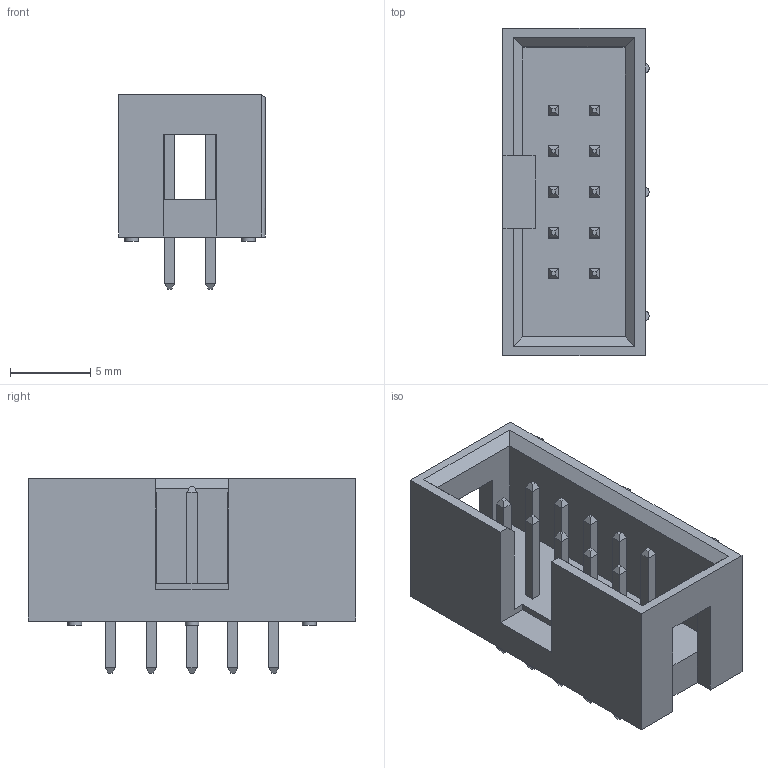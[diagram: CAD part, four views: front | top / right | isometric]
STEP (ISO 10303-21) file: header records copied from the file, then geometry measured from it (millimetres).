
FILE_DESCRIPTION(/* description */ (''),/* implementation_level */ '2;1');
FILE_NAME(/* name */ '61201021621--3DModel.step',/* time_stamp */ '2022-05-25T21:05:46+02:00',/* author */ (''),/* organization */ (''),/* preprocessor_version */ 'ST-DEVELOPER v19',/* originating_system */ 'Autodesk Translation Framework v11.7.0.108',/* authorisation */ '');
FILE_SCHEMA (('AUTOMOTIVE_DESIGN { 1 0 10303 214 3 1 1 }'));
Length unit declared in the file: millimetre
Products named in the file (1): (Unsaved)
Bounding box: 9.1 x 20.36 x 12.1 mm (x, y, z)
Volume: 788.2 mm3; surface area: 1468.5 mm2
Topology: 11 solids, 11 shells, 270 faces, 604 edges, 358 vertices
Faces by surface type: plane 261, cylinder 9
Full cylindrical faces by diameter (mm): 0.85 x6
Entity records: 7259 total; most frequent: CARTESIAN_POINT 1233, ORIENTED_EDGE 1208, DIRECTION 1164, EDGE_CURVE 604, LINE 586, VECTOR 586, VERTEX_POINT 358, EDGE_LOOP 296
